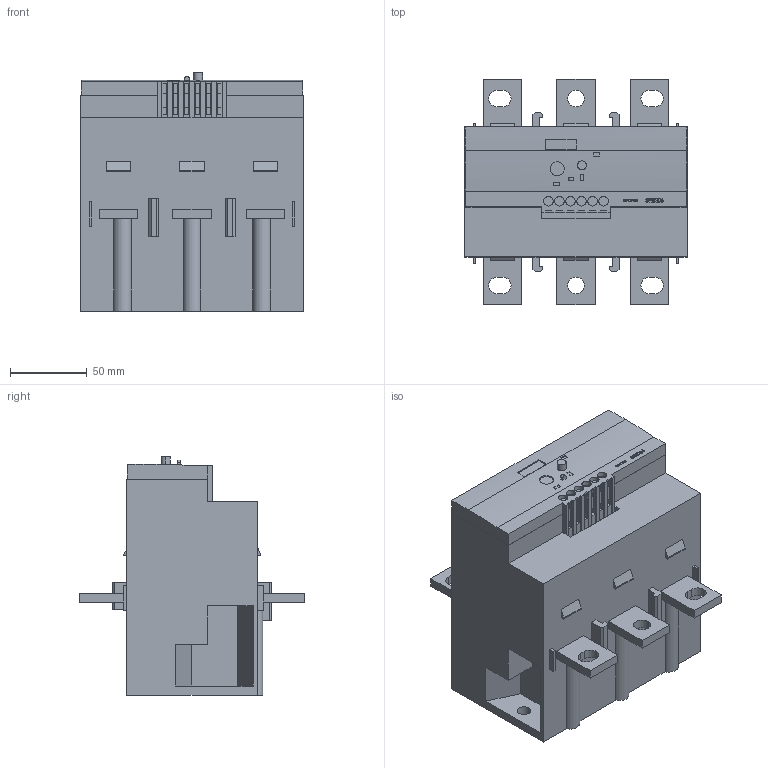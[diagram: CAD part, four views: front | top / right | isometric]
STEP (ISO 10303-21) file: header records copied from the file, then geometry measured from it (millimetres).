
FILE_DESCRIPTION (( 'STEP AP214' ), '1' );
FILE_NAME ('3RB2066_00002084_000__3D.STEP', '2007-02-08T11:54:57', ( 'Uwe Förster' ), ( 'Siemens and Partners' ), 'SwSTEP 2.0', 'SolidWorks 2007', '' );
FILE_SCHEMA (( 'AUTOMOTIVE_DESIGN' ));
Length unit declared in the file: millimetre
Products named in the file (1): 3RB2066_00002084_000__3D
Bounding box: 145 x 147 x 155.63 mm (x, y, z)
Volume: 1698126.4 mm3; surface area: 117367.8 mm2
Topology: 1 solids, 1 shells, 509 faces, 1339 edges, 888 vertices
Faces by surface type: plane 391, bspline 77, cylinder 41
Entity records: 22742 total; most frequent: CARTESIAN_POINT 7382, ORIENTED_EDGE 2678, DIRECTION 2131, EDGE_CURVE 1339, VECTOR 1093, LINE 1093, VERTEX_POINT 888, EDGE_LOOP 581
